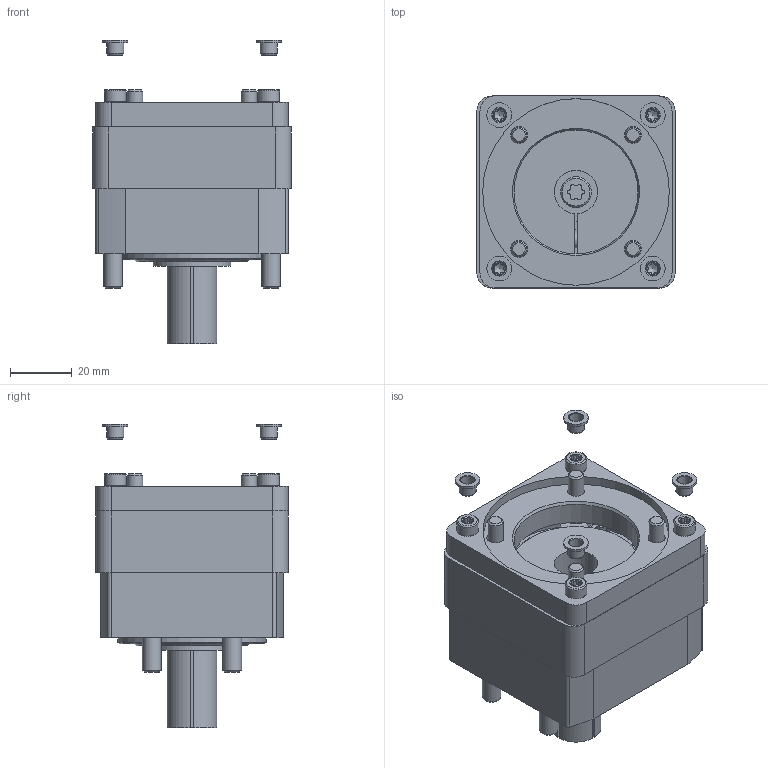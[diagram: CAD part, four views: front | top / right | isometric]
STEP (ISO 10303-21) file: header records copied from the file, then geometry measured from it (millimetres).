
FILE_DESCRIPTION(/* description */ ('STEP AP214'),/* implementation_level */ '2;1');
FILE_NAME(/* name */ '8197465_EAMM-A-N48-60H-G2',/* time_stamp */ '2025-04-29T07:21:42+02:00',/* author */ ('License CC BY-ND 4.0'),/* organization */ ('CADENAS'),/* preprocessor_version */ 'ST-DEVELOPER v19.3',/* originating_system */ 'PARTsolutions',/* authorisation */ ' ');
FILE_SCHEMA (('AUTOMOTIVE_DESIGN {1 0 10303 214 3 1 1}'));
Length unit declared in the file: millimetre
Products named in the file (8): 8197465 EAMM-A-N48-60H-G2; 8188410 EAMK-A-N48-60P; ISO 14579 M6x35(F); 8098119 M4; ISO 14579 M4x18(F); 8193671 EAMF-U-60P-60G/H; ISO 14579 M5x12(F); 3420022 EAMD-42-40-14-16x25-U
Assembly tree (19 placements, depth 2):
  8197465 EAMM-A-N48-60H-G2
    8188410 EAMK-A-N48-60P
    ISO 14579 M6x35(F)  x4
    8098119 M4  x4
    ISO 14579 M4x18(F)  x4
    8193671 EAMF-U-60P-60G/H
    ISO 14579 M5x12(F)  x4
    3420022 EAMD-42-40-14-16x25-U
Bounding box: 64 x 62 x 98 mm (x, y, z)
Volume: 147933.2 mm3; surface area: 60597.9 mm2
Topology: 19 solids, 19 shells, 666 faces, 1646 edges, 1040 vertices
Faces by surface type: cylinder 324, cone 161, plane 145, torus 36
Full cylindrical faces by diameter (mm): 3.242 x4, 4 x4, 4.5 x8, 4.917 x1, 5 x5, 5.5 x8, 6 x4, 6.6 x4, 7 x4, 8 x4, 8.5 x4, 10 x5, 11 x4, 19.2 x2, 25 x1, 40 x1, 42 x1, 45 x1, 48 x1, 60.2 x1
Entity records: 12582 total; most frequent: CARTESIAN_POINT 2346, DIRECTION 1925, ORIENTED_EDGE 1734, EDGE_CURVE 867, AXIS2_PLACEMENT_3D 788, VERTEX_POINT 609, FACE_BOUND 514, EDGE_LOOP 507
